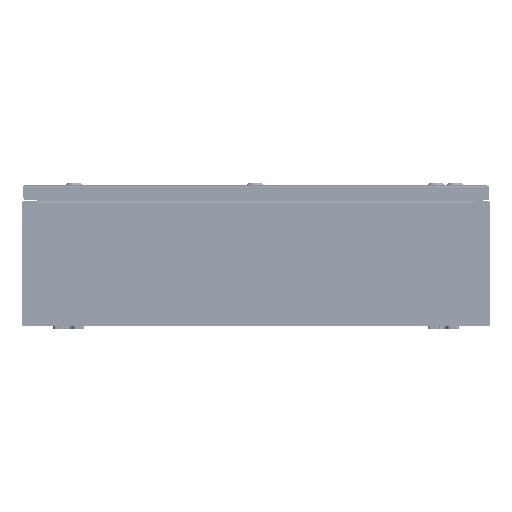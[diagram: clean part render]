
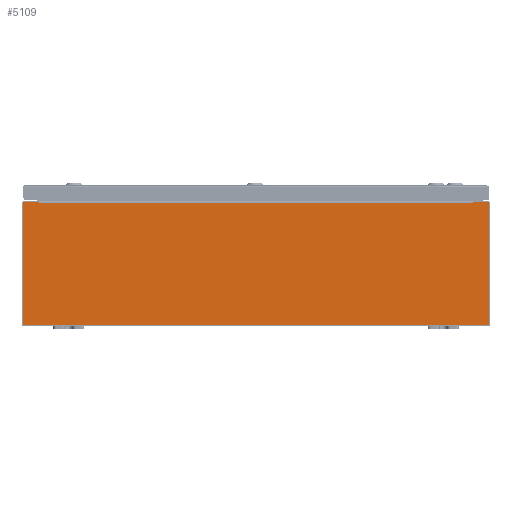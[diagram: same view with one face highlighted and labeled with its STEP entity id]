
A CAD part, front view. The second image highlights one B-rep face of the part: STEP entity #5109.
In plain terms, the highlighted face is planar.
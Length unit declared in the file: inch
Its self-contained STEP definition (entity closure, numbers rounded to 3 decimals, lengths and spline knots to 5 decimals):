
#600 = CARTESIAN_POINT ( 'NONE',  ( 14.9253, 0., 3.9253 ) ) ;
#636 = EDGE_CURVE ( 'NONE', #21983, #37160, #5007, .T. ) ;
#3235 = CIRCLE ( 'NONE', #41658, 0.01867 ) ;
#3336 = VERTEX_POINT ( 'NONE', #21475 ) ;
#3434 = VECTOR ( 'NONE', #56678, 39.37008 ) ;
#5007 = LINE ( 'NONE', #600, #3434 ) ;
#5109 = ADVANCED_FACE ( 'NONE', ( #24698 ), #11512, .F. ) ;
#5224 = VECTOR ( 'NONE', #50244, 39.37008 ) ;
#5314 = EDGE_CURVE ( 'NONE', #3336, #57444, #39000, .T. ) ;
#6812 = LINE ( 'NONE', #60242, #5224 ) ;
#7009 = VERTEX_POINT ( 'NONE', #40447 ) ;
#7221 = ORIENTED_EDGE ( 'NONE', *, *, #40491, .F. ) ;
#7330 = EDGE_CURVE ( 'NONE', #37160, #16559, #52494, .T. ) ;
#7959 = LINE ( 'NONE', #11553, #31806 ) ;
#8861 = CARTESIAN_POINT ( 'NONE',  ( -13.92455, 0., 3.87495 ) ) ;
#8952 = VERTEX_POINT ( 'NONE', #49309 ) ;
#9489 = ORIENTED_EDGE ( 'NONE', *, *, #5314, .F. ) ;
#10619 = DIRECTION ( 'NONE',  ( 0., -1., 0. ) ) ;
#11512 = PLANE ( 'NONE',  #63286 ) ;
#11553 = CARTESIAN_POINT ( 'NONE',  ( -14.9253, 0., 3.9253 ) ) ;
#11953 = ORIENTED_EDGE ( 'NONE', *, *, #24408, .T. ) ;
#12084 = EDGE_CURVE ( 'NONE', #16559, #37506, #6812, .T. ) ;
#12167 = CARTESIAN_POINT ( 'NONE',  ( 0., 0., 0. ) ) ;
#12352 = VECTOR ( 'NONE', #65631, 39.37008 ) ;
#14331 = ORIENTED_EDGE ( 'NONE', *, *, #57346, .F. ) ;
#14968 = CARTESIAN_POINT ( 'NONE',  ( -13.8872, 0., 3.9123 ) ) ;
#16124 = DIRECTION ( 'NONE',  ( 0., 0., -1. ) ) ;
#16559 = VERTEX_POINT ( 'NONE', #63753 ) ;
#16587 = DIRECTION ( 'NONE',  ( 0., 0., 1. ) ) ;
#17377 = DIRECTION ( 'NONE',  ( 0., 1., 0. ) ) ;
#17493 = ORIENTED_EDGE ( 'NONE', *, *, #60091, .F. ) ;
#17686 = CIRCLE ( 'NONE', #24465, 0.01867 ) ;
#17691 = DIRECTION ( 'NONE',  ( 1., 0., 0. ) ) ;
#19760 = ORIENTED_EDGE ( 'NONE', *, *, #636, .T. ) ;
#21021 = DIRECTION ( 'NONE',  ( -1., 0., 0. ) ) ;
#21160 = CARTESIAN_POINT ( 'NONE',  ( -14.9253, 0., -3.9253 ) ) ;
#21475 = CARTESIAN_POINT ( 'NONE',  ( 13.8872, 0., 3.87495 ) ) ;
#21983 = VERTEX_POINT ( 'NONE', #51209 ) ;
#22553 = VERTEX_POINT ( 'NONE', #8861 ) ;
#22915 = DIRECTION ( 'NONE',  ( 0., 0., -1. ) ) ;
#22927 = VECTOR ( 'NONE', #22915, 39.37008 ) ;
#23933 = LINE ( 'NONE', #31195, #62974 ) ;
#24408 = EDGE_CURVE ( 'NONE', #8952, #21983, #7959, .T. ) ;
#24465 = AXIS2_PLACEMENT_3D ( 'NONE', #47865, #17377, #52998 ) ;
#24698 = FACE_OUTER_BOUND ( 'NONE', #31386, .T. ) ;
#25488 = VECTOR ( 'NONE', #42821, 39.37008 ) ;
#26817 = DIRECTION ( 'NONE',  ( 0., 0., -1. ) ) ;
#27932 = ORIENTED_EDGE ( 'NONE', *, *, #56177, .F. ) ;
#27965 = CARTESIAN_POINT ( 'NONE',  ( 13.90588, 0., 3.87495 ) ) ;
#30281 = CARTESIAN_POINT ( 'NONE',  ( -13.92455, 0., 3.9253 ) ) ;
#30957 = VECTOR ( 'NONE', #17691, 39.37008 ) ;
#31195 = CARTESIAN_POINT ( 'NONE',  ( -13.8872, 0., 0. ) ) ;
#31386 = EDGE_LOOP ( 'NONE', ( #36674, #7221, #27932, #36793, #9489, #14331, #17493, #11953, #19760, #42891, #34095, #63830 ) ) ;
#31806 = VECTOR ( 'NONE', #52070, 39.37008 ) ;
#33087 = DIRECTION ( 'NONE',  ( 0., 0., -1. ) ) ;
#33881 = VERTEX_POINT ( 'NONE', #30281 ) ;
#34095 = ORIENTED_EDGE ( 'NONE', *, *, #12084, .T. ) ;
#34711 = CARTESIAN_POINT ( 'NONE',  ( 14.9253, 0., -3.9253 ) ) ;
#34806 = LINE ( 'NONE', #43190, #22927 ) ;
#36142 = LINE ( 'NONE', #14968, #12352 ) ;
#36674 = ORIENTED_EDGE ( 'NONE', *, *, #50354, .F. ) ;
#36793 = ORIENTED_EDGE ( 'NONE', *, *, #50894, .T. ) ;
#37160 = VERTEX_POINT ( 'NONE', #34711 ) ;
#37266 = VECTOR ( 'NONE', #21021, 39.37008 ) ;
#37506 = VERTEX_POINT ( 'NONE', #47604 ) ;
#38247 = CARTESIAN_POINT ( 'NONE',  ( -14.9253, 0., 3.9253 ) ) ;
#39000 = LINE ( 'NONE', #64241, #25488 ) ;
#40447 = CARTESIAN_POINT ( 'NONE',  ( -13.8872, 0., 3.9123 ) ) ;
#40491 = EDGE_CURVE ( 'NONE', #63652, #22553, #17686, .T. ) ;
#41658 = AXIS2_PLACEMENT_3D ( 'NONE', #27965, #63594, #33087 ) ;
#42821 = DIRECTION ( 'NONE',  ( 0., 0., 1. ) ) ;
#42891 = ORIENTED_EDGE ( 'NONE', *, *, #7330, .T. ) ;
#43190 = CARTESIAN_POINT ( 'NONE',  ( 13.92455, 0., 0. ) ) ;
#45233 = VERTEX_POINT ( 'NONE', #46275 ) ;
#46275 = CARTESIAN_POINT ( 'NONE',  ( 13.92455, 0., 3.87495 ) ) ;
#47070 = CARTESIAN_POINT ( 'NONE',  ( -13.92455, 0., 0. ) ) ;
#47604 = CARTESIAN_POINT ( 'NONE',  ( -14.9253, 0., 3.9253 ) ) ;
#47865 = CARTESIAN_POINT ( 'NONE',  ( -13.90588, 0., 3.87495 ) ) ;
#48727 = CARTESIAN_POINT ( 'NONE',  ( 13.8872, 0., 3.9123 ) ) ;
#49309 = CARTESIAN_POINT ( 'NONE',  ( 13.92455, 0., 3.9253 ) ) ;
#50244 = DIRECTION ( 'NONE',  ( 0., 0., 1. ) ) ;
#50354 = EDGE_CURVE ( 'NONE', #22553, #33881, #50593, .T. ) ;
#50593 = LINE ( 'NONE', #47070, #62508 ) ;
#50894 = EDGE_CURVE ( 'NONE', #7009, #57444, #36142, .T. ) ;
#51209 = CARTESIAN_POINT ( 'NONE',  ( 14.9253, 0., 3.9253 ) ) ;
#52070 = DIRECTION ( 'NONE',  ( 1., 0., 0. ) ) ;
#52494 = LINE ( 'NONE', #21160, #37266 ) ;
#52998 = DIRECTION ( 'NONE',  ( 0., 0., -1. ) ) ;
#55356 = CARTESIAN_POINT ( 'NONE',  ( -13.8872, 0., 3.87495 ) ) ;
#56177 = EDGE_CURVE ( 'NONE', #7009, #63652, #23933, .T. ) ;
#56484 = LINE ( 'NONE', #38247, #30957 ) ;
#56678 = DIRECTION ( 'NONE',  ( 0., 0., -1. ) ) ;
#57346 = EDGE_CURVE ( 'NONE', #45233, #3336, #3235, .T. ) ;
#57444 = VERTEX_POINT ( 'NONE', #48727 ) ;
#58969 = EDGE_CURVE ( 'NONE', #37506, #33881, #56484, .T. ) ;
#60091 = EDGE_CURVE ( 'NONE', #8952, #45233, #34806, .T. ) ;
#60242 = CARTESIAN_POINT ( 'NONE',  ( -14.9253, 0., 3.9253 ) ) ;
#62508 = VECTOR ( 'NONE', #16587, 39.37008 ) ;
#62974 = VECTOR ( 'NONE', #16124, 39.37008 ) ;
#63286 = AXIS2_PLACEMENT_3D ( 'NONE', #12167, #10619, #26817 ) ;
#63594 = DIRECTION ( 'NONE',  ( 0., 1., 0. ) ) ;
#63652 = VERTEX_POINT ( 'NONE', #55356 ) ;
#63753 = CARTESIAN_POINT ( 'NONE',  ( -14.9253, 0., -3.9253 ) ) ;
#63830 = ORIENTED_EDGE ( 'NONE', *, *, #58969, .T. ) ;
#64241 = CARTESIAN_POINT ( 'NONE',  ( 13.8872, 0., 0. ) ) ;
#65631 = DIRECTION ( 'NONE',  ( 1., 0., 0. ) ) ;
